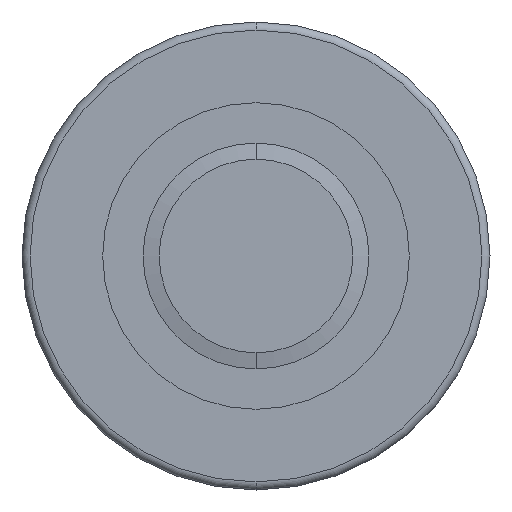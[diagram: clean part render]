
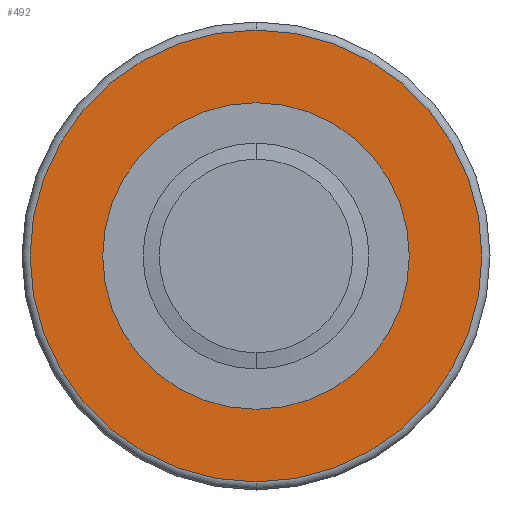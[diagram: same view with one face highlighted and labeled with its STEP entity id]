
A CAD part, front view. The second image highlights one B-rep face of the part: STEP entity #492.
In plain terms, the highlighted planar face has unit normal (0, -1, 0).
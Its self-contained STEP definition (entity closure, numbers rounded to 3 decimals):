
#1 = PLANE ( 'NONE',  #333 ) ;
#28 = DIRECTION ( 'NONE',  ( 0., -1., 0. ) ) ;
#45 = VERTEX_POINT ( 'NONE', #125 ) ;
#47 = EDGE_CURVE ( 'NONE', #45, #395, #551, .T. ) ;
#51 = EDGE_LOOP ( 'NONE', ( #366, #102 ) ) ;
#55 = DIRECTION ( 'NONE',  ( 0., -1., 0. ) ) ;
#73 = CARTESIAN_POINT ( 'NONE',  ( 0., 0.1, 0. ) ) ;
#79 = DIRECTION ( 'NONE',  ( 0., 0., 1. ) ) ;
#80 = DIRECTION ( 'NONE',  ( 0., 0., 1. ) ) ;
#102 = ORIENTED_EDGE ( 'NONE', *, *, #466, .F. ) ;
#121 = FACE_OUTER_BOUND ( 'NONE', #408, .T. ) ;
#125 = CARTESIAN_POINT ( 'NONE',  ( 0., 0.1, 7. ) ) ;
#148 = DIRECTION ( 'NONE',  ( 0., 0., 1. ) ) ;
#153 = CARTESIAN_POINT ( 'NONE',  ( 0., 0.1, 4.75 ) ) ;
#179 = EDGE_CURVE ( 'NONE', #411, #290, #339, .T. ) ;
#193 = CARTESIAN_POINT ( 'NONE',  ( 0., 0.1, -4.75 ) ) ;
#204 = CARTESIAN_POINT ( 'NONE',  ( 0., 0.1, -7. ) ) ;
#211 = FACE_BOUND ( 'NONE', #51, .T. ) ;
#214 = AXIS2_PLACEMENT_3D ( 'NONE', #307, #55, #353 ) ;
#245 = DIRECTION ( 'NONE',  ( 0., 1., 0. ) ) ;
#255 = CARTESIAN_POINT ( 'NONE',  ( 0., 0.1, 0. ) ) ;
#286 = AXIS2_PLACEMENT_3D ( 'NONE', #505, #28, #148 ) ;
#290 = VERTEX_POINT ( 'NONE', #193 ) ;
#307 = CARTESIAN_POINT ( 'NONE',  ( 0., 0.1, 0. ) ) ;
#319 = AXIS2_PLACEMENT_3D ( 'NONE', #73, #418, #375 ) ;
#321 = AXIS2_PLACEMENT_3D ( 'NONE', #255, #522, #80 ) ;
#333 = AXIS2_PLACEMENT_3D ( 'NONE', #204, #245, #79 ) ;
#339 = CIRCLE ( 'NONE', #214, 4.75 ) ;
#353 = DIRECTION ( 'NONE',  ( 0., 0., 1. ) ) ;
#366 = ORIENTED_EDGE ( 'NONE', *, *, #179, .F. ) ;
#375 = DIRECTION ( 'NONE',  ( 0., 0., 1. ) ) ;
#395 = VERTEX_POINT ( 'NONE', #413 ) ;
#408 = EDGE_LOOP ( 'NONE', ( #523, #450 ) ) ;
#411 = VERTEX_POINT ( 'NONE', #153 ) ;
#413 = CARTESIAN_POINT ( 'NONE',  ( 0., 0.1, -7. ) ) ;
#418 = DIRECTION ( 'NONE',  ( 0., 1., 0. ) ) ;
#434 = CIRCLE ( 'NONE', #319, 7. ) ;
#447 = CIRCLE ( 'NONE', #286, 4.75 ) ;
#450 = ORIENTED_EDGE ( 'NONE', *, *, #456, .F. ) ;
#456 = EDGE_CURVE ( 'NONE', #395, #45, #434, .T. ) ;
#466 = EDGE_CURVE ( 'NONE', #290, #411, #447, .T. ) ;
#492 = ADVANCED_FACE ( 'NONE', ( #121, #211 ), #1, .F. ) ;
#505 = CARTESIAN_POINT ( 'NONE',  ( 0., 0.1, 0. ) ) ;
#522 = DIRECTION ( 'NONE',  ( 0., 1., 0. ) ) ;
#523 = ORIENTED_EDGE ( 'NONE', *, *, #47, .F. ) ;
#551 = CIRCLE ( 'NONE', #321, 7. ) ;
